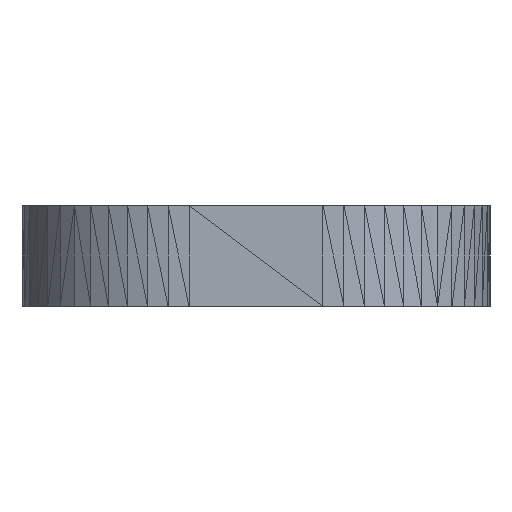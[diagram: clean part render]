
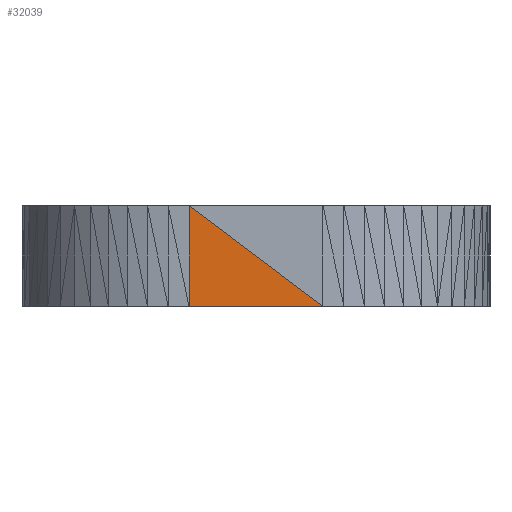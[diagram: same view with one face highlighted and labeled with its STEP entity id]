
A CAD part, left-side view. The second image highlights one B-rep face of the part: STEP entity #32039.
In plain terms, the highlighted planar face has unit normal (-1, 0, 0).
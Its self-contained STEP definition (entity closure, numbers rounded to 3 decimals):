
#31844 = VERTEX_POINT('',#31845);
#31845 = CARTESIAN_POINT('',(-14.75,1.,1.5));
#31880 = PLANE('',#31881);
#31881 = AXIS2_PLACEMENT_3D('',#31882,#31883,#31884);
#31882 = CARTESIAN_POINT('',(-14.75,-0.25,1.));
#31883 = DIRECTION('',(-1.,-0.,-0.));
#31884 = DIRECTION('',(0.,0.,-1.));
#31896 = VERTEX_POINT('',#31897);
#31897 = CARTESIAN_POINT('',(-14.75,1.,0.));
#31918 = PLANE('',#31919);
#31919 = AXIS2_PLACEMENT_3D('',#31920,#31921,#31922);
#31920 = CARTESIAN_POINT('',(-14.745,1.086,
    0.82));
#31921 = DIRECTION('',(-0.998,0.063,
    0.));
#31922 = DIRECTION('',(-0.063,-0.998,0.));
#31988 = EDGE_CURVE('',#31844,#31896,#31989,.T.);
#31989 = SURFACE_CURVE('',#31990,(#31994,#32001),.PCURVE_S1.);
#31990 = LINE('',#31991,#31992);
#31991 = CARTESIAN_POINT('',(-14.75,1.,1.5));
#31992 = VECTOR('',#31993,1.);
#31993 = DIRECTION('',(0.,0.,-1.));
#31994 = PCURVE('',#31918,#31995);
#31995 = DEFINITIONAL_REPRESENTATION('',(#31996),#32000);
#31996 = LINE('',#31997,#31998);
#31997 = CARTESIAN_POINT('',(0.087,0.68));
#31998 = VECTOR('',#31999,1.);
#31999 = DIRECTION('',(0.,-1.));
#32000 = ( GEOMETRIC_REPRESENTATION_CONTEXT(2) 
PARAMETRIC_REPRESENTATION_CONTEXT() REPRESENTATION_CONTEXT('2D SPACE',''
  ) );
#32001 = PCURVE('',#32002,#32007);
#32002 = PLANE('',#32003);
#32003 = AXIS2_PLACEMENT_3D('',#32004,#32005,#32006);
#32004 = CARTESIAN_POINT('',(-14.75,0.25,0.5));
#32005 = DIRECTION('',(-1.,-0.,-0.));
#32006 = DIRECTION('',(0.,0.,-1.));
#32007 = DEFINITIONAL_REPRESENTATION('',(#32008),#32012);
#32008 = LINE('',#32009,#32010);
#32009 = CARTESIAN_POINT('',(-1.,-0.75));
#32010 = VECTOR('',#32011,1.);
#32011 = DIRECTION('',(1.,0.));
#32012 = ( GEOMETRIC_REPRESENTATION_CONTEXT(2) 
PARAMETRIC_REPRESENTATION_CONTEXT() REPRESENTATION_CONTEXT('2D SPACE',''
  ) );
#32039 = ADVANCED_FACE('',(#32040),#32002,.T.);
#32040 = FACE_BOUND('',#32041,.T.);
#32041 = EDGE_LOOP('',(#32042,#32065,#32066));
#32042 = ORIENTED_EDGE('',*,*,#32043,.T.);
#32043 = EDGE_CURVE('',#32044,#31844,#32046,.T.);
#32044 = VERTEX_POINT('',#32045);
#32045 = CARTESIAN_POINT('',(-14.75,-1.,0.));
#32046 = SURFACE_CURVE('',#32047,(#32051,#32058),.PCURVE_S1.);
#32047 = LINE('',#32048,#32049);
#32048 = CARTESIAN_POINT('',(-14.75,-1.,0.));
#32049 = VECTOR('',#32050,1.);
#32050 = DIRECTION('',(0.,0.8,0.6));
#32051 = PCURVE('',#32002,#32052);
#32052 = DEFINITIONAL_REPRESENTATION('',(#32053),#32057);
#32053 = LINE('',#32054,#32055);
#32054 = CARTESIAN_POINT('',(0.5,1.25));
#32055 = VECTOR('',#32056,1.);
#32056 = DIRECTION('',(-0.6,-0.8));
#32057 = ( GEOMETRIC_REPRESENTATION_CONTEXT(2) 
PARAMETRIC_REPRESENTATION_CONTEXT() REPRESENTATION_CONTEXT('2D SPACE',''
  ) );
#32058 = PCURVE('',#31880,#32059);
#32059 = DEFINITIONAL_REPRESENTATION('',(#32060),#32064);
#32060 = LINE('',#32061,#32062);
#32061 = CARTESIAN_POINT('',(1.,0.75));
#32062 = VECTOR('',#32063,1.);
#32063 = DIRECTION('',(-0.6,-0.8));
#32064 = ( GEOMETRIC_REPRESENTATION_CONTEXT(2) 
PARAMETRIC_REPRESENTATION_CONTEXT() REPRESENTATION_CONTEXT('2D SPACE',''
  ) );
#32065 = ORIENTED_EDGE('',*,*,#31988,.T.);
#32066 = ORIENTED_EDGE('',*,*,#32067,.T.);
#32067 = EDGE_CURVE('',#31896,#32044,#32068,.T.);
#32068 = SURFACE_CURVE('',#32069,(#32073,#32080),.PCURVE_S1.);
#32069 = LINE('',#32070,#32071);
#32070 = CARTESIAN_POINT('',(-14.75,1.,0.));
#32071 = VECTOR('',#32072,1.);
#32072 = DIRECTION('',(0.,-1.,0.));
#32073 = PCURVE('',#32002,#32074);
#32074 = DEFINITIONAL_REPRESENTATION('',(#32075),#32079);
#32075 = LINE('',#32076,#32077);
#32076 = CARTESIAN_POINT('',(0.5,-0.75));
#32077 = VECTOR('',#32078,1.);
#32078 = DIRECTION('',(0.,1.));
#32079 = ( GEOMETRIC_REPRESENTATION_CONTEXT(2) 
PARAMETRIC_REPRESENTATION_CONTEXT() REPRESENTATION_CONTEXT('2D SPACE',''
  ) );
#32080 = PCURVE('',#32081,#32086);
#32081 = PLANE('',#32082);
#32082 = AXIS2_PLACEMENT_3D('',#32083,#32084,#32085);
#32083 = CARTESIAN_POINT('',(-14.059,0.,0.));
#32084 = DIRECTION('',(-0.,-0.,-1.));
#32085 = DIRECTION('',(-1.,0.,0.));
#32086 = DEFINITIONAL_REPRESENTATION('',(#32087),#32091);
#32087 = LINE('',#32088,#32089);
#32088 = CARTESIAN_POINT('',(0.691,1.));
#32089 = VECTOR('',#32090,1.);
#32090 = DIRECTION('',(0.,-1.));
#32091 = ( GEOMETRIC_REPRESENTATION_CONTEXT(2) 
PARAMETRIC_REPRESENTATION_CONTEXT() REPRESENTATION_CONTEXT('2D SPACE',''
  ) );
